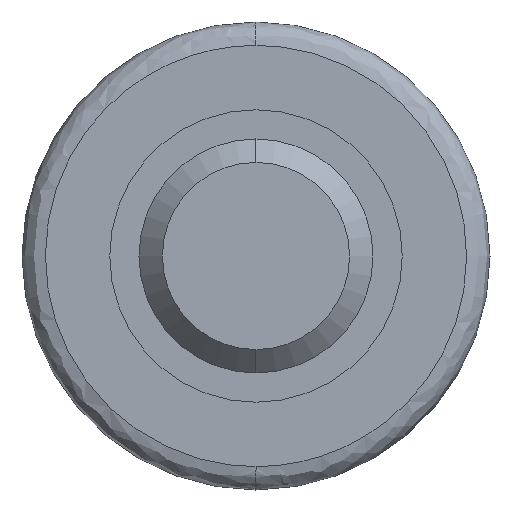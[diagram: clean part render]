
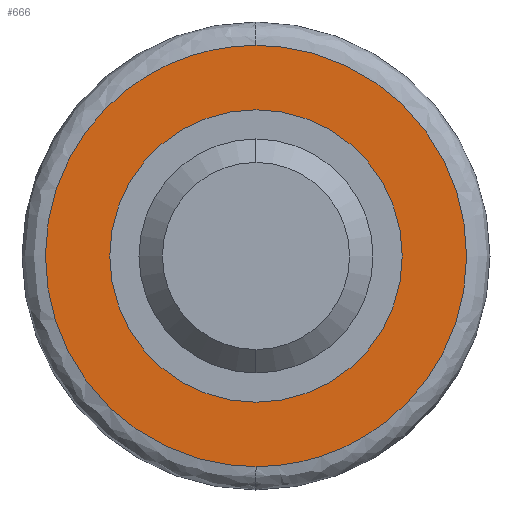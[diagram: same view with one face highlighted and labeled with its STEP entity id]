
A CAD part, left-side view. The second image highlights one B-rep face of the part: STEP entity #666.
In plain terms, the highlighted planar face has unit normal (-1, 0, 0).
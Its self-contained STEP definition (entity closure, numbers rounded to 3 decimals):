
#134 = CARTESIAN_POINT ( 'NONE',  ( 9., 0., 7. ) ) ;
#139 = CARTESIAN_POINT ( 'NONE',  ( 9., 0., -7. ) ) ;
#154 = VERTEX_POINT ( 'NONE', #139 ) ;
#159 = VERTEX_POINT ( 'NONE', #134 ) ;
#169 = VERTEX_POINT ( 'NONE', #182 ) ;
#173 = VERTEX_POINT ( 'NONE', #185 ) ;
#182 = CARTESIAN_POINT ( 'NONE',  ( 9., 0., -18. ) ) ;
#185 = CARTESIAN_POINT ( 'NONE',  ( 9., 0., 18. ) ) ;
#196 = CARTESIAN_POINT ( 'NONE',  ( 9., 0., 0. ) ) ;
#197 = DIRECTION ( 'NONE',  ( 1., 0., 0. ) ) ;
#198 = DIRECTION ( 'NONE',  ( 0., 0., -1. ) ) ;
#210 = CARTESIAN_POINT ( 'NONE',  ( 9., 0., 18. ) ) ;
#214 = CARTESIAN_POINT ( 'NONE',  ( 9., -36., 18. ) ) ;
#215 = CARTESIAN_POINT ( 'NONE',  ( 9., -36., -18. ) ) ;
#216 = CARTESIAN_POINT ( 'NONE',  ( 9., 0., -18. ) ) ;
#303 = CARTESIAN_POINT ( 'NONE',  ( 9., 0., 0. ) ) ;
#309 = CARTESIAN_POINT ( 'NONE',  ( 9., 0., -18. ) ) ;
#310 = DIRECTION ( 'NONE',  ( 1., 0., 0. ) ) ;
#311 = DIRECTION ( 'NONE',  ( 0., 0., -1. ) ) ;
#314 = CARTESIAN_POINT ( 'NONE',  ( 9., 36., -18. ) ) ;
#315 = CARTESIAN_POINT ( 'NONE',  ( 9., 36., 18. ) ) ;
#316 = CARTESIAN_POINT ( 'NONE',  ( 9., 0., 18. ) ) ;
#379 = CARTESIAN_POINT ( 'NONE',  ( 9., 12.999, -0.189 ) ) ;
#383 = PLANE ( 'NONE',  #605 ) ;
#391 = DIRECTION ( 'NONE',  ( -1., 0., 0. ) ) ;
#392 = DIRECTION ( 'NONE',  ( 0., 0., 1. ) ) ;
#471 = EDGE_LOOP ( 'NONE', ( #728, #729 ) ) ;
#479 = EDGE_LOOP ( 'NONE', ( #726, #727 ) ) ;
#500 = AXIS2_PLACEMENT_3D ( 'NONE', #196, #197, #198 ) ;
#503 = EDGE_CURVE ( 'NONE', #154, #159, #801, .T. ) ;
#509 = EDGE_CURVE ( 'NONE', #173, #169, #700, .T. ) ;
#544 = EDGE_CURVE ( 'NONE', #159, #154, #855, .T. ) ;
#545 = EDGE_CURVE ( 'NONE', #169, #173, #702, .T. ) ;
#571 = AXIS2_PLACEMENT_3D ( 'NONE', #303, #310, #311 ) ;
#605 = AXIS2_PLACEMENT_3D ( 'NONE', #379, #391, #392 ) ;
#666 = ADVANCED_FACE ( 'NONE', ( #888, #872 ), #383, .T. ) ;
#700 =( BOUNDED_CURVE ( )  B_SPLINE_CURVE ( 3, ( #210, #214, #215, #216 ),
 .UNSPECIFIED., .F., .T. ) 
 B_SPLINE_CURVE_WITH_KNOTS ( ( 4, 4 ),
 ( 0.252, 0.752 ),
 .UNSPECIFIED. ) 
 CURVE ( )  GEOMETRIC_REPRESENTATION_ITEM ( )  RATIONAL_B_SPLINE_CURVE ( ( 1., 0.333, 0.333, 1. ) ) 
 REPRESENTATION_ITEM ( '' )  );
#702 =( BOUNDED_CURVE ( )  B_SPLINE_CURVE ( 3, ( #309, #314, #315, #316 ),
 .UNSPECIFIED., .F., .T. ) 
 B_SPLINE_CURVE_WITH_KNOTS ( ( 4, 4 ),
 ( 0.752, 1.252 ),
 .UNSPECIFIED. ) 
 CURVE ( )  GEOMETRIC_REPRESENTATION_ITEM ( )  RATIONAL_B_SPLINE_CURVE ( ( 1., 0.333, 0.333, 1. ) ) 
 REPRESENTATION_ITEM ( '' )  );
#726 = ORIENTED_EDGE ( 'NONE', *, *, #503, .T. ) ;
#727 = ORIENTED_EDGE ( 'NONE', *, *, #544, .T. ) ;
#728 = ORIENTED_EDGE ( 'NONE', *, *, #509, .F. ) ;
#729 = ORIENTED_EDGE ( 'NONE', *, *, #545, .F. ) ;
#801 = CIRCLE ( 'NONE', #500, 7. ) ;
#855 = CIRCLE ( 'NONE', #571, 7. ) ;
#872 = FACE_OUTER_BOUND ( 'NONE', #471, .T. ) ;
#888 = FACE_BOUND ( 'NONE', #479, .T. ) ;
